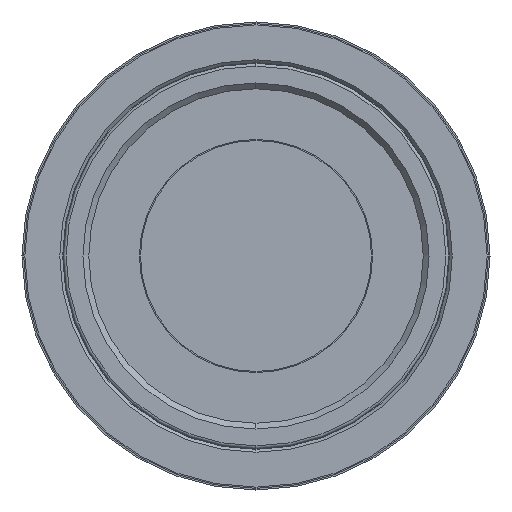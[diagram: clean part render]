
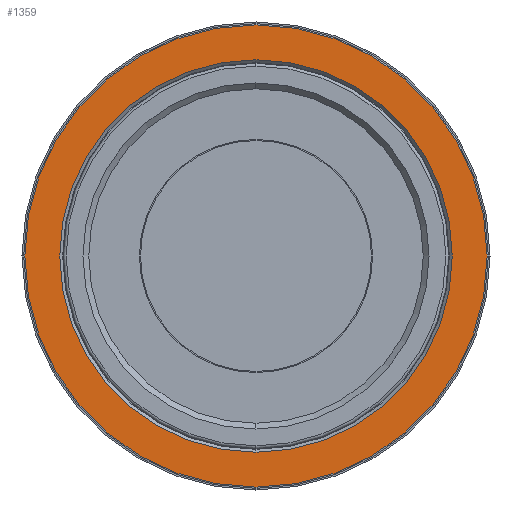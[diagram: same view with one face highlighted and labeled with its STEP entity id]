
A CAD part, left-side view. The second image highlights one B-rep face of the part: STEP entity #1359.
In plain terms, the highlighted planar face has unit normal (-1, 0, 0).
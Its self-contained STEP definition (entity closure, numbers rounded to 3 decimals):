
#33 = PLANE ( 'NONE',  #2008 ) ;
#193 = EDGE_CURVE ( 'NONE', #1326, #1034, #2223, .T. ) ;
#218 = ORIENTED_EDGE ( 'NONE', *, *, #1551, .F. ) ;
#344 = ORIENTED_EDGE ( 'NONE', *, *, #573, .T. ) ;
#389 = AXIS2_PLACEMENT_3D ( 'NONE', #1912, #2538, #614 ) ;
#459 = CIRCLE ( 'NONE', #2667, 33.784 ) ;
#573 = EDGE_CURVE ( 'NONE', #1034, #1326, #2026, .T. ) ;
#614 = DIRECTION ( 'NONE',  ( 0., 0., 1. ) ) ;
#617 = DIRECTION ( 'NONE',  ( -1., 0., 0. ) ) ;
#731 = AXIS2_PLACEMENT_3D ( 'NONE', #1057, #617, #1502 ) ;
#762 = DIRECTION ( 'NONE',  ( 0., 0., 1. ) ) ;
#1034 = VERTEX_POINT ( 'NONE', #2403 ) ;
#1057 = CARTESIAN_POINT ( 'NONE',  ( 49.123, 0., 0. ) ) ;
#1123 = ORIENTED_EDGE ( 'NONE', *, *, #1255, .F. ) ;
#1255 = EDGE_CURVE ( 'NONE', #1578, #2109, #2587, .T. ) ;
#1318 = DIRECTION ( 'NONE',  ( 0., 0., -1. ) ) ;
#1326 = VERTEX_POINT ( 'NONE', #2113 ) ;
#1329 = CARTESIAN_POINT ( 'NONE',  ( 49.123, 39.784, 0. ) ) ;
#1359 = ADVANCED_FACE ( 'NONE', ( #2140, #2512 ), #33, .F. ) ;
#1502 = DIRECTION ( 'NONE',  ( 0., 0., 1. ) ) ;
#1551 = EDGE_CURVE ( 'NONE', #2109, #1578, #459, .T. ) ;
#1578 = VERTEX_POINT ( 'NONE', #1664 ) ;
#1664 = CARTESIAN_POINT ( 'NONE',  ( 49.123, 0., -33.784 ) ) ;
#1713 = DIRECTION ( 'NONE',  ( -1., 0., 0. ) ) ;
#1848 = ORIENTED_EDGE ( 'NONE', *, *, #193, .T. ) ;
#1912 = CARTESIAN_POINT ( 'NONE',  ( 49.123, 0., 0. ) ) ;
#1940 = DIRECTION ( 'NONE',  ( 1., 0., 0. ) ) ;
#2008 = AXIS2_PLACEMENT_3D ( 'NONE', #1329, #1940, #1318 ) ;
#2026 = CIRCLE ( 'NONE', #731, 39.784 ) ;
#2109 = VERTEX_POINT ( 'NONE', #2659 ) ;
#2113 = CARTESIAN_POINT ( 'NONE',  ( 49.123, 0., -39.784 ) ) ;
#2140 = FACE_BOUND ( 'NONE', #2200, .T. ) ;
#2147 = CARTESIAN_POINT ( 'NONE',  ( 49.123, 0., 0. ) ) ;
#2181 = AXIS2_PLACEMENT_3D ( 'NONE', #2147, #1713, #2553 ) ;
#2200 = EDGE_LOOP ( 'NONE', ( #218, #1123 ) ) ;
#2223 = CIRCLE ( 'NONE', #2181, 39.784 ) ;
#2253 = DIRECTION ( 'NONE',  ( -1., 0., 0. ) ) ;
#2403 = CARTESIAN_POINT ( 'NONE',  ( 49.123, 0., 39.784 ) ) ;
#2412 = EDGE_LOOP ( 'NONE', ( #344, #1848 ) ) ;
#2486 = CARTESIAN_POINT ( 'NONE',  ( 49.123, 0., 0. ) ) ;
#2512 = FACE_OUTER_BOUND ( 'NONE', #2412, .T. ) ;
#2538 = DIRECTION ( 'NONE',  ( -1., 0., 0. ) ) ;
#2553 = DIRECTION ( 'NONE',  ( 0., 0., 1. ) ) ;
#2587 = CIRCLE ( 'NONE', #389, 33.784 ) ;
#2659 = CARTESIAN_POINT ( 'NONE',  ( 49.123, 0., 33.784 ) ) ;
#2667 = AXIS2_PLACEMENT_3D ( 'NONE', #2486, #2253, #762 ) ;
